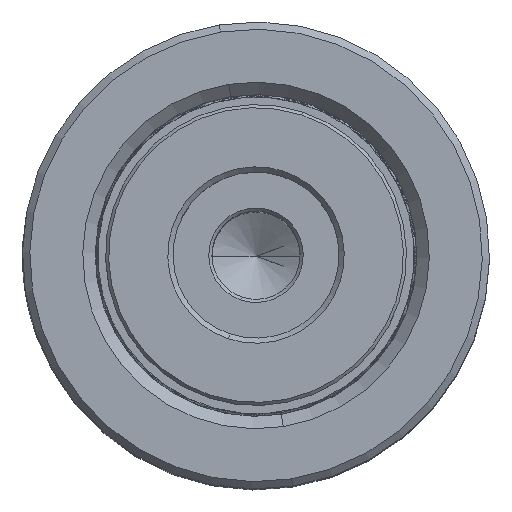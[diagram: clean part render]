
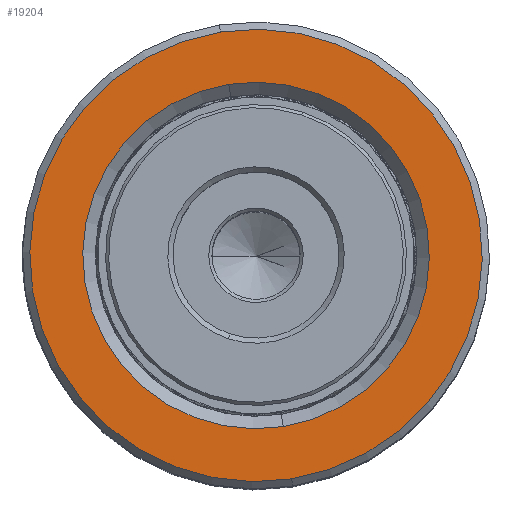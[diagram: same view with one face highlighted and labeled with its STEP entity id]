
A CAD part, top view. The second image highlights one B-rep face of the part: STEP entity #19204.
In plain terms, the highlighted planar face has unit normal (0, 0, 1).
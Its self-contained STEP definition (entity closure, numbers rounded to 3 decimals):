
#427 = DIRECTION ( 'NONE',  ( 1., 0., 0. ) ) ;
#954 = CARTESIAN_POINT ( 'NONE',  ( 0., 0., 60. ) ) ;
#1281 = VERTEX_POINT ( 'NONE', #39822 ) ;
#1520 = DIRECTION ( 'NONE',  ( 1., 0., 0. ) ) ;
#5770 = CARTESIAN_POINT ( 'NONE',  ( 21.8, 0., 60. ) ) ;
#10945 = ORIENTED_EDGE ( 'NONE', *, *, #39529, .T. ) ;
#11454 = CARTESIAN_POINT ( 'NONE',  ( 0., 0., 60. ) ) ;
#13113 = AXIS2_PLACEMENT_3D ( 'NONE', #954, #49893, #427 ) ;
#13306 = EDGE_LOOP ( 'NONE', ( #26397, #10945 ) ) ;
#13331 = CARTESIAN_POINT ( 'NONE',  ( 0., 0., 60. ) ) ;
#16485 = CARTESIAN_POINT ( 'NONE',  ( 0., 0., 60. ) ) ;
#19204 = ADVANCED_FACE ( 'NONE', ( #33406, #24395 ), #25687, .T. ) ;
#19575 = DIRECTION ( 'NONE',  ( 0., 0., -1. ) ) ;
#19639 = VERTEX_POINT ( 'NONE', #37957 ) ;
#20529 = AXIS2_PLACEMENT_3D ( 'NONE', #11454, #19575, #27685 ) ;
#22320 = DIRECTION ( 'NONE',  ( 0., 0., -1. ) ) ;
#22507 = VERTEX_POINT ( 'NONE', #5770 ) ;
#24395 = FACE_BOUND ( 'NONE', #48336, .T. ) ;
#25687 = PLANE ( 'NONE',  #13113 ) ;
#26162 = AXIS2_PLACEMENT_3D ( 'NONE', #16485, #40874, #33084 ) ;
#26397 = ORIENTED_EDGE ( 'NONE', *, *, #37728, .T. ) ;
#27685 = DIRECTION ( 'NONE',  ( 1., 0., 0. ) ) ;
#28241 = CARTESIAN_POINT ( 'NONE',  ( -16.7, 0., 60. ) ) ;
#29750 = DIRECTION ( 'NONE',  ( 1., 0., 0. ) ) ;
#29896 = ORIENTED_EDGE ( 'NONE', *, *, #32659, .T. ) ;
#29959 = AXIS2_PLACEMENT_3D ( 'NONE', #13331, #22320, #29750 ) ;
#30425 = CIRCLE ( 'NONE', #52503, 21.8 ) ;
#30756 = CARTESIAN_POINT ( 'NONE',  ( 0., 0., 60. ) ) ;
#32659 = EDGE_CURVE ( 'NONE', #51009, #19639, #44136, .T. ) ;
#33084 = DIRECTION ( 'NONE',  ( 1., 0., 0. ) ) ;
#33406 = FACE_OUTER_BOUND ( 'NONE', #13306, .T. ) ;
#34263 = EDGE_CURVE ( 'NONE', #19639, #51009, #34977, .T. ) ;
#34977 = CIRCLE ( 'NONE', #29959, 16.7 ) ;
#35083 = DIRECTION ( 'NONE',  ( 0., 0., 1. ) ) ;
#37728 = EDGE_CURVE ( 'NONE', #1281, #22507, #42014, .T. ) ;
#37957 = CARTESIAN_POINT ( 'NONE',  ( 16.7, 0., 60. ) ) ;
#39529 = EDGE_CURVE ( 'NONE', #22507, #1281, #30425, .T. ) ;
#39822 = CARTESIAN_POINT ( 'NONE',  ( -21.8, 0., 60. ) ) ;
#40874 = DIRECTION ( 'NONE',  ( 0., 0., 1. ) ) ;
#42014 = CIRCLE ( 'NONE', #26162, 21.8 ) ;
#44136 = CIRCLE ( 'NONE', #20529, 16.7 ) ;
#44157 = ORIENTED_EDGE ( 'NONE', *, *, #34263, .T. ) ;
#48336 = EDGE_LOOP ( 'NONE', ( #44157, #29896 ) ) ;
#49893 = DIRECTION ( 'NONE',  ( 0., 0., 1. ) ) ;
#51009 = VERTEX_POINT ( 'NONE', #28241 ) ;
#52503 = AXIS2_PLACEMENT_3D ( 'NONE', #30756, #35083, #1520 ) ;
